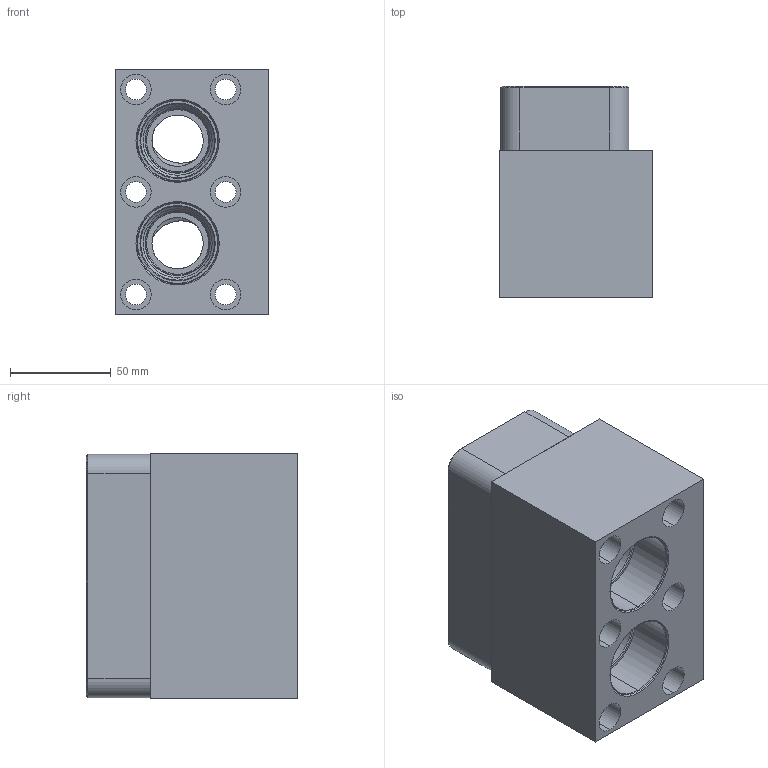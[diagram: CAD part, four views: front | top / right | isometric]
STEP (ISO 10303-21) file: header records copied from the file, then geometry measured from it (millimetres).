
FILE_DESCRIPTION((''),'2;1');
FILE_NAME('XYN_ASM','2023-06-15T',('ProEService'),(''),'PRO/ENGINEER BY PARAMETRIC TECHNOLOGY CORPORATION, 2014200','PRO/ENGINEER BY PARAMETRIC TECHNOLOGY CORPORATION, 2014200','');
FILE_SCHEMA(('CONFIG_CONTROL_DESIGN'));
Length unit declared in the file: inch
Products named in the file (2): 152-144-003; XYN_ASM
Assembly tree (1 placements, depth 2):
  XYN_ASM
    152-144-003
Bounding box: 76.2 x 104.78 x 121.44 mm (x, y, z)
Volume: 627031 mm3; surface area: 102804 mm2
Topology: 1 solids, 1 shells, 143 faces, 499 edges, 482 vertices
Faces by surface type: cylinder 68, cone 40, plane 27, torus 8
Entity records: 6031 total; most frequent: CARTESIAN_POINT 1656, DIRECTION 959, ORIENTED_EDGE 696, EDGE_CURVE 348, AXIS2_PLACEMENT_3D 329, VECTOR 301, LINE 301, VERTEX_POINT 220
